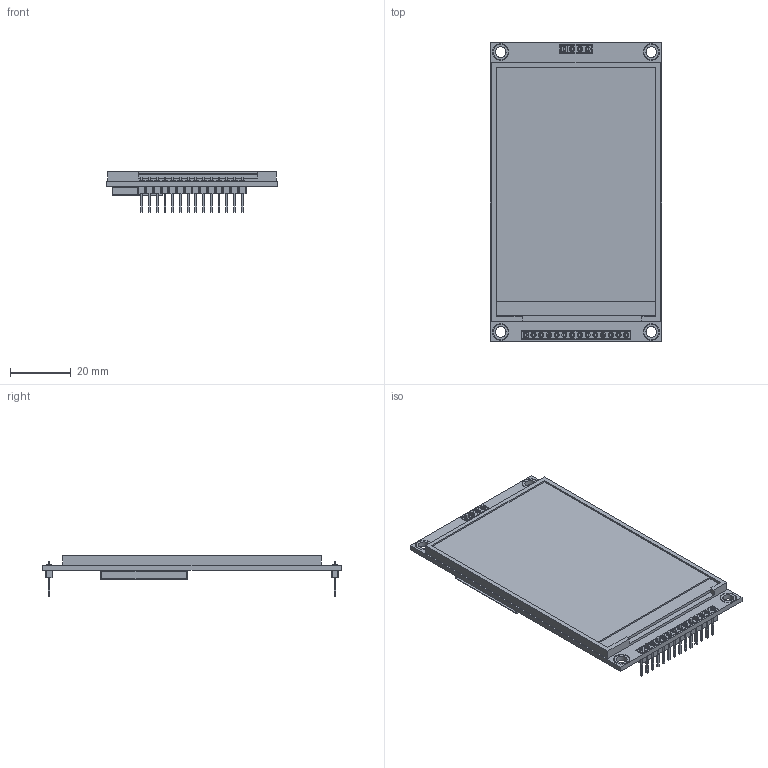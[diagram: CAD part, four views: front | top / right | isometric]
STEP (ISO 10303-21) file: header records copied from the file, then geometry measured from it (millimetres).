
FILE_DESCRIPTION(('HOOPS Exchange Step'),'2;1');
FILE_NAME('temp_export.step','2020-07-07T19:48:58+02:00',('mobile'),('Shapr3D Limited'),'HOOPS Exchange 2020.1','Shapr3D','Authorized');
FILE_SCHEMA( ('AP203_CONFIGURATION_CONTROLLED_3D_DESIGN_OF_MECHANICAL_PARTS_AND_ASSEMBLIES_MIM_LF') );
Length unit declared in the file: millimetre
Products named in the file (1): temp_export.x_b
Bounding box: 56.34 x 98 x 13.2 mm (x, y, z)
Volume: 22112 mm3; surface area: 14326.4 mm2
Topology: 3 solids, 3 shells, 431 faces, 1098 edges, 742 vertices
Faces by surface type: plane 385, cylinder 46
Full cylindrical faces by diameter (mm): 0.9 x18, 1.7 x16, 3.5 x4, 5 x4, 5.4 x4
Entity records: 13201 total; most frequent: CARTESIAN_POINT 2272, ORIENTED_EDGE 2196, DIRECTION 2084, EDGE_CURVE 1098, VECTOR 976, LINE 976, VERTEX_POINT 742, AXIS2_PLACEMENT_3D 554
